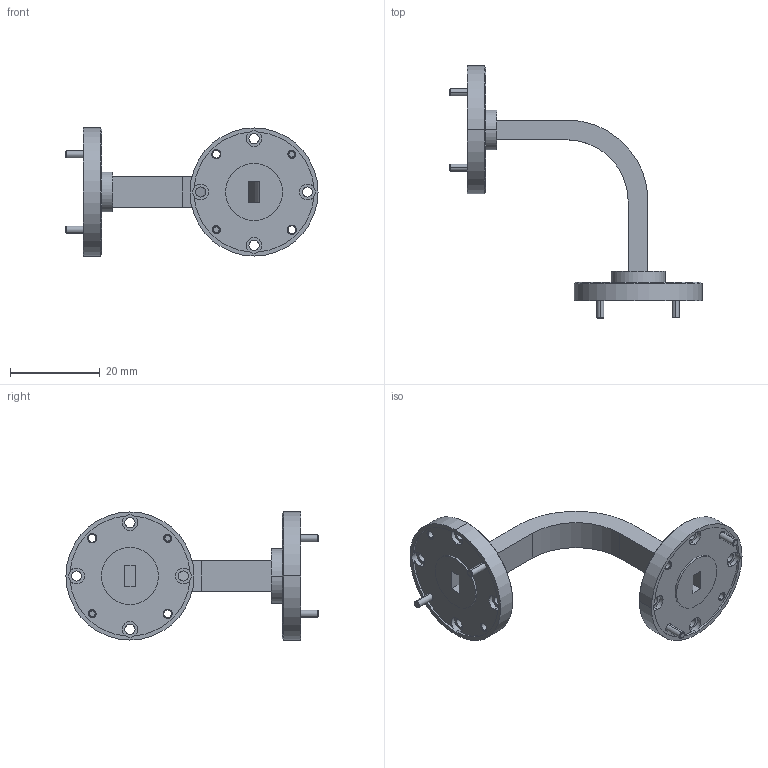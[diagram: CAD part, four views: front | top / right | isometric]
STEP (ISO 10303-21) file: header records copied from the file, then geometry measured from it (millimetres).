
FILE_DESCRIPTION (( 'STEP AP214' ), '1' );
FILE_NAME ('WB-EU-A-L, Defeatured.STEP', '2025-01-27T22:55:34', ( '' ), ( '' ), 'SwSTEP 2.0', 'SolidWorks 2021', '' );
FILE_SCHEMA (( 'AUTOMOTIVE_DESIGN' ));
Length unit declared in the file: inch
Products named in the file (1): WB-EU-A-L, Defeatured
Bounding box: 56.26 x 56.26 x 28.57 mm (x, y, z)
Volume: 5976.9 mm3; surface area: 6171 mm2
Topology: 5 solids, 5 shells, 160 faces, 386 edges, 246 vertices
Faces by surface type: cylinder 80, plane 44, cone 36
Entity records: 6960 total; most frequent: DIRECTION 922, CARTESIAN_POINT 793, ORIENTED_EDGE 772, EDGE_CURVE 386, AXIS2_PLACEMENT_3D 375, VERTEX_POINT 246, CIRCLE 214, EDGE_LOOP 202
